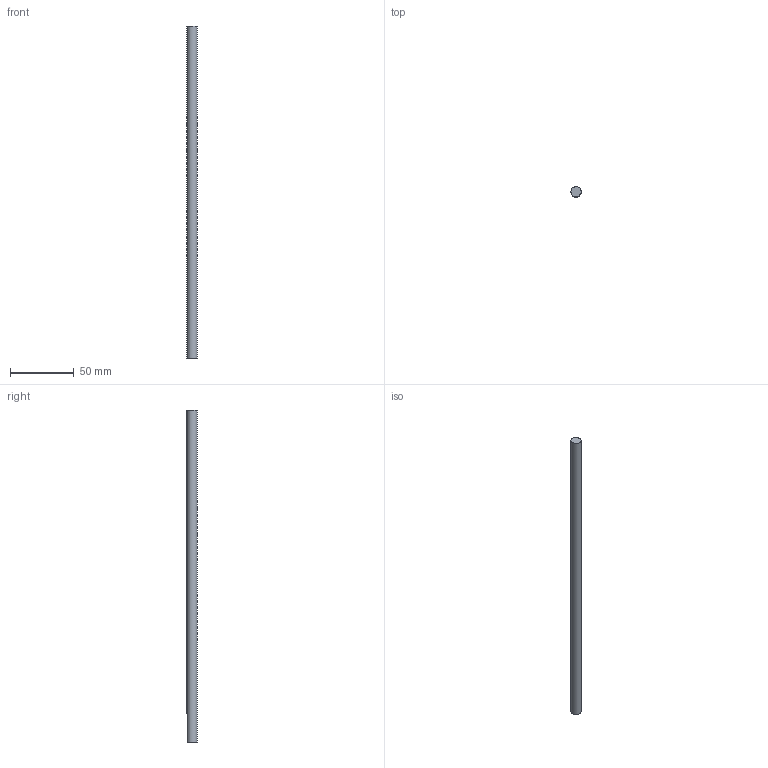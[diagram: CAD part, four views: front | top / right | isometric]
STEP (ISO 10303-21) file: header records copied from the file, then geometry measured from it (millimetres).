
FILE_DESCRIPTION( ( 'Unknown' ), '1' );
FILE_NAME( 'Z-studding-drive.stp', 'Unknown', ( 'Ed Sells' ), ( 'University of Bath' ), 'XStep 1.0', 'Solid Edge v19', ' ' );
FILE_SCHEMA( ( 'CONFIG_CONTROL_DESIGN' ) );
Length unit declared in the file: millimetre
Products named in the file (1): 1
Bounding box: 8 x 7.99 x 260 mm (x, y, z)
Volume: 13011.5 mm3; surface area: 6627.4 mm2
Topology: 1 solids, 1 shells, 5 faces, 9 edges, 6 vertices
Faces by surface type: plane 4, cylinder 1
Full cylindrical faces by diameter (mm): 8 x1
Entity records: 156 total; most frequent: DIRECTION 22, CARTESIAN_POINT 18, ORIENTED_EDGE 14, AXIS2_PLACEMENT_3D 9, EDGE_CURVE 7, FACE_OUTER_BOUND 6, EDGE_LOOP 6, CC_DESIGN_PERSON_AND_ORGANIZATION_ASSIGNMENT 5
